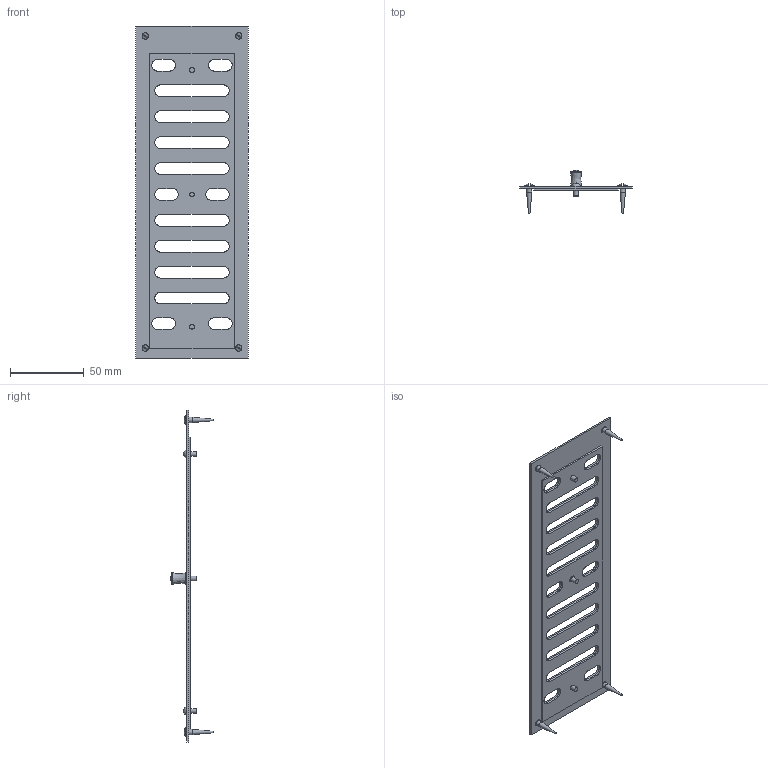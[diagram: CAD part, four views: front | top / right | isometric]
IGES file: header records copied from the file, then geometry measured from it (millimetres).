
Global section: file name: P2850-B; native system: Autodesk Inventor 2018; preprocessor: unknown; author: aduggalther; date: 20180911.112514; units: millimetre
Bounding box: 76.5 x 29.47 x 225.45 mm (x, y, z)
Volume: 28382.2 mm3; surface area: 48003.4 mm2
Topology: 9 solids, 9 shells, 204 faces, 568 edges, 386 vertices
Faces by surface type: bspline 204
